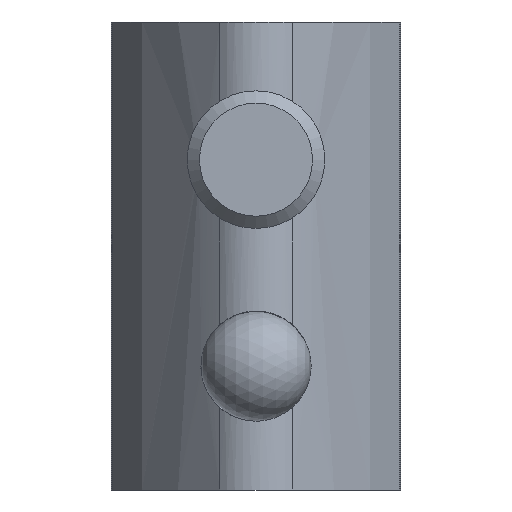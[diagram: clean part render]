
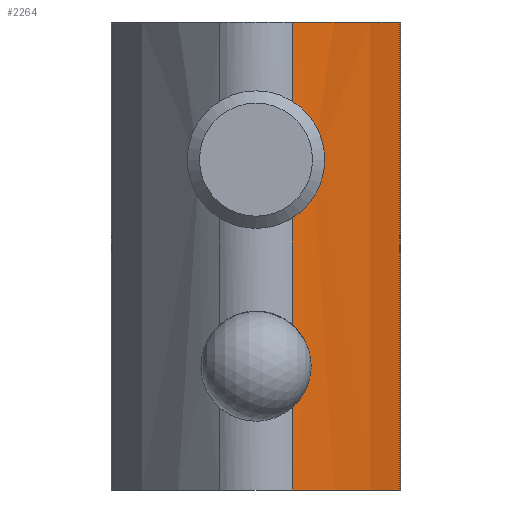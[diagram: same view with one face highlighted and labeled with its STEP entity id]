
A CAD part, front view. The second image highlights one B-rep face of the part: STEP entity #2264.
In plain terms, the highlighted cylindrical face has radius 16 mm (diameter 32 mm), a partial arc.
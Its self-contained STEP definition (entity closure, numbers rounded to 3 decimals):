
#156=LINE('',#58162,#231);
#157=LINE('',#58164,#232);
#158=LINE('',#58168,#233);
#159=LINE('',#58171,#234);
#231=VECTOR('',#2723,4.355);
#232=VECTOR('',#2724,2.993);
#233=VECTOR('',#2727,17.);
#234=VECTOR('',#2730,3.362);
#297=CYLINDRICAL_SURFACE('',#2410,16.);
#492=B_SPLINE_CURVE_WITH_KNOTS('',3,(#58036,#58037,#58038,#58039,#58040,
#58041,#58042,#58043,#58044,#58045,#58046,#58047,#58048,#58049,#58050),
 .UNSPECIFIED.,.F.,.F.,(4,2,2,3,2,2,4),(-0.198,-0.159,
-0.08,0.,0.08,0.159,0.198),
 .UNSPECIFIED.);
#498=B_SPLINE_CURVE_WITH_KNOTS('',3,(#58114,#58115,#58116,#58117,#58118,
#58119,#58120,#58121,#58122,#58123,#58124,#58125,#58126,#58127,#58128,#58129),
 .UNSPECIFIED.,.F.,.F.,(4,2,2,2,2,2,2,4),(-0.855,-0.839,
-0.757,-0.716,-0.675,-0.599,
-0.524,-0.496),.UNSPECIFIED.);
#586=FACE_OUTER_BOUND('',#723,.T.);
#723=EDGE_LOOP('',(#1961,#1962,#1963,#1964,#1965,#1966,#1967,#1968));
#787=CIRCLE('',#2411,16.);
#788=CIRCLE('',#2412,16.);
#1017=VERTEX_POINT('',#58026);
#1018=VERTEX_POINT('',#58035);
#1026=VERTEX_POINT('',#58110);
#1028=VERTEX_POINT('',#58113);
#1035=VERTEX_POINT('',#58163);
#1036=VERTEX_POINT('',#58165);
#1037=VERTEX_POINT('',#58167);
#1038=VERTEX_POINT('',#58169);
#1337=EDGE_CURVE('',#1018,#1017,#492,.T.);
#1347=EDGE_CURVE('',#1028,#1026,#498,.T.);
#1355=EDGE_CURVE('',#1017,#1028,#156,.T.);
#1356=EDGE_CURVE('',#1026,#1035,#157,.T.);
#1357=EDGE_CURVE('',#1035,#1036,#787,.T.);
#1358=EDGE_CURVE('',#1036,#1037,#158,.T.);
#1359=EDGE_CURVE('',#1037,#1038,#788,.T.);
#1360=EDGE_CURVE('',#1038,#1018,#159,.T.);
#1961=ORIENTED_EDGE('',*,*,#1337,.T.);
#1962=ORIENTED_EDGE('',*,*,#1355,.T.);
#1963=ORIENTED_EDGE('',*,*,#1347,.T.);
#1964=ORIENTED_EDGE('',*,*,#1356,.T.);
#1965=ORIENTED_EDGE('',*,*,#1357,.T.);
#1966=ORIENTED_EDGE('',*,*,#1358,.T.);
#1967=ORIENTED_EDGE('',*,*,#1359,.T.);
#1968=ORIENTED_EDGE('',*,*,#1360,.T.);
#2264=ADVANCED_FACE('',(#586),#297,.T.);
#2410=AXIS2_PLACEMENT_3D('',#58161,#2721,#2722);
#2411=AXIS2_PLACEMENT_3D('',#58166,#2725,#2726);
#2412=AXIS2_PLACEMENT_3D('',#58170,#2728,#2729);
#2721=DIRECTION('center_axis',(0.,0.,-1.));
#2722=DIRECTION('ref_axis',(-1.,0.,0.));
#2723=DIRECTION('',(0.,0.,-1.));
#2724=DIRECTION('',(0.,0.,-1.));
#2725=DIRECTION('center_axis',(0.,0.,1.));
#2726=DIRECTION('ref_axis',(-1.,0.,0.));
#2727=DIRECTION('',(0.,0.,1.));
#2728=DIRECTION('center_axis',(0.,0.,-1.));
#2729=DIRECTION('ref_axis',(-1.,0.,0.));
#2730=DIRECTION('',(0.,0.,-1.));
#58026=CARTESIAN_POINT('',(1.315,-7.507,-1.638));
#58035=CARTESIAN_POINT('',(1.315,-7.507,1.638));
#58036=CARTESIAN_POINT('Ctrl Pts',(1.315,-7.507,1.638));
#58037=CARTESIAN_POINT('Ctrl Pts',(1.402,-7.431,1.567));
#58038=CARTESIAN_POINT('Ctrl Pts',(1.484,-7.358,1.49));
#58039=CARTESIAN_POINT('Ctrl Pts',(1.711,-7.152,1.239));
#58040=CARTESIAN_POINT('Ctrl Pts',(1.852,-7.017,1.024));
#58041=CARTESIAN_POINT('Ctrl Pts',(2.047,-6.828,0.538));
#58042=CARTESIAN_POINT('Ctrl Pts',(2.1,-6.774,0.265));
#58043=CARTESIAN_POINT('Ctrl Pts',(2.1,-6.774,0.));
#58044=CARTESIAN_POINT('Ctrl Pts',(2.1,-6.774,-0.265));
#58045=CARTESIAN_POINT('Ctrl Pts',(2.047,-6.828,-0.538));
#58046=CARTESIAN_POINT('Ctrl Pts',(1.852,-7.017,-1.024));
#58047=CARTESIAN_POINT('Ctrl Pts',(1.711,-7.152,-1.239));
#58048=CARTESIAN_POINT('Ctrl Pts',(1.484,-7.358,-1.49));
#58049=CARTESIAN_POINT('Ctrl Pts',(1.402,-7.431,-1.567));
#58050=CARTESIAN_POINT('Ctrl Pts',(1.315,-7.507,-1.638));
#58110=CARTESIAN_POINT('',(1.315,-7.507,-9.007));
#58113=CARTESIAN_POINT('',(1.315,-7.507,-5.993));
#58114=CARTESIAN_POINT('Ctrl Pts',(1.315,-7.507,-5.993));
#58115=CARTESIAN_POINT('Ctrl Pts',(1.349,-7.477,-6.023));
#58116=CARTESIAN_POINT('Ctrl Pts',(1.382,-7.448,-6.054));
#58117=CARTESIAN_POINT('Ctrl Pts',(1.577,-7.275,-6.249));
#58118=CARTESIAN_POINT('Ctrl Pts',(1.73,-7.133,-6.462));
#58119=CARTESIAN_POINT('Ctrl Pts',(1.888,-6.982,-6.828));
#58120=CARTESIAN_POINT('Ctrl Pts',(1.93,-6.941,-6.958));
#58121=CARTESIAN_POINT('Ctrl Pts',(1.986,-6.887,-7.226));
#58122=CARTESIAN_POINT('Ctrl Pts',(2.,-6.873,-7.364));
#58123=CARTESIAN_POINT('Ctrl Pts',(2.,-6.873,-7.752));
#58124=CARTESIAN_POINT('Ctrl Pts',(1.949,-6.923,-8.012));
#58125=CARTESIAN_POINT('Ctrl Pts',(1.764,-7.101,-8.476));
#58126=CARTESIAN_POINT('Ctrl Pts',(1.629,-7.227,-8.68));
#58127=CARTESIAN_POINT('Ctrl Pts',(1.431,-7.405,-8.899));
#58128=CARTESIAN_POINT('Ctrl Pts',(1.375,-7.455,-8.955));
#58129=CARTESIAN_POINT('Ctrl Pts',(1.315,-7.507,-9.007));
#58161=CARTESIAN_POINT('Origin',(-9.203,4.55,5.));
#58162=CARTESIAN_POINT('',(1.315,-7.507,5.));
#58163=CARTESIAN_POINT('',(1.315,-7.507,-12.));
#58164=CARTESIAN_POINT('',(1.315,-7.507,5.));
#58165=CARTESIAN_POINT('',(5.2,-2.418,-12.));
#58166=CARTESIAN_POINT('Origin',(-9.203,4.55,-12.));
#58167=CARTESIAN_POINT('',(5.2,-2.418,5.));
#58168=CARTESIAN_POINT('',(5.2,-2.418,5.));
#58169=CARTESIAN_POINT('',(1.315,-7.507,5.));
#58170=CARTESIAN_POINT('Origin',(-9.203,4.55,5.));
#58171=CARTESIAN_POINT('',(1.315,-7.507,5.));
